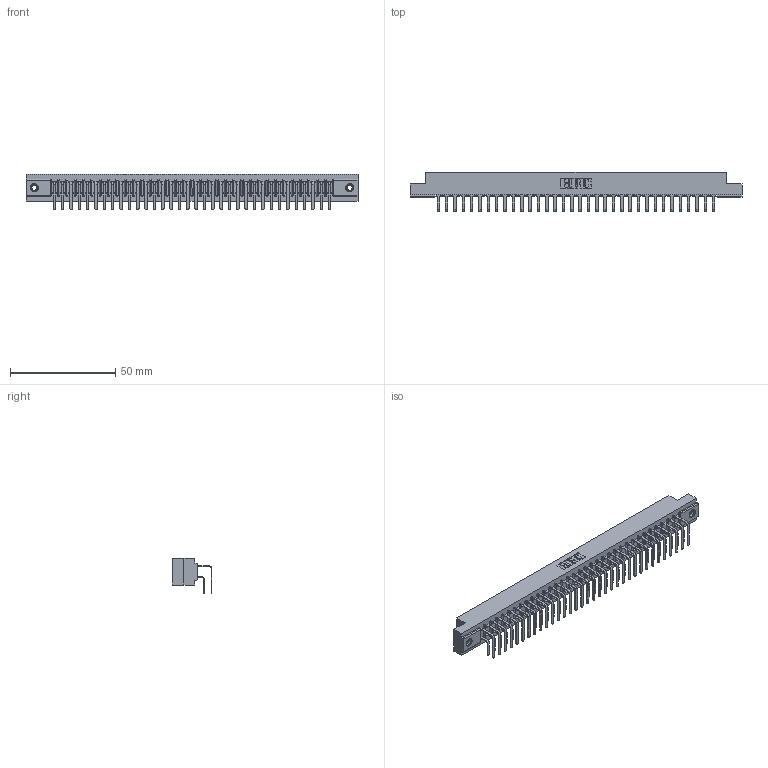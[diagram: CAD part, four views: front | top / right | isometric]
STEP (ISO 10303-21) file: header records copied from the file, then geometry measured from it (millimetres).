
FILE_DESCRIPTION (( 'STEP AP203' ), '1' );
FILE_NAME ('357-034-558-107.STEP', '2018-08-10T02:17:15', ( '' ), ( '' ), 'SwSTEP 2.0', 'SolidWorks 2016', '' );
FILE_SCHEMA (( 'CONFIG_CONTROL_DESIGN' ));
Length unit declared in the file: inch
Products named in the file (5): 307-290-001_558 - 2 (Single); 345-250-001_345-250-005-103; 357-034-558-107; 307 Part_.156 Dia Mounting Holes; 307-290-001_558 559 - 1 (Single)
Assembly tree (71 placements, depth 2):
  357-034-558-107
    307 Part_.156 Dia Mounting Holes
    307-290-001_558 559 - 1 (Single)  x34
    307-290-001_558 - 2 (Single)  x34
    345-250-001_345-250-005-103  x2
Bounding box: 157.73 x 18.96 x 16.8 mm (x, y, z)
Volume: 17004.4 mm3; surface area: 22433.9 mm2
Topology: 71 solids, 71 shells, 3613 faces, 10115 edges, 6550 vertices
Faces by surface type: plane 2346, cylinder 1181, sphere 70, cone 12, torus 4
Entity records: 33854 total; most frequent: CARTESIAN_POINT 5527, ORIENTED_EDGE 5470, DIRECTION 5425, EDGE_CURVE 2735, LINE 2093, VECTOR 2093, VERTEX_POINT 1768, AXIS2_PLACEMENT_3D 1666
